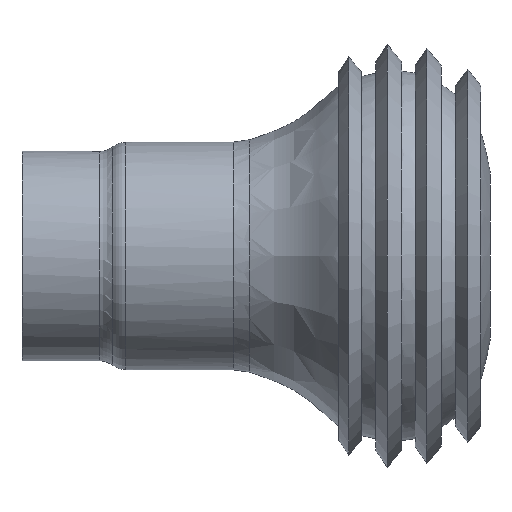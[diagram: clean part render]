
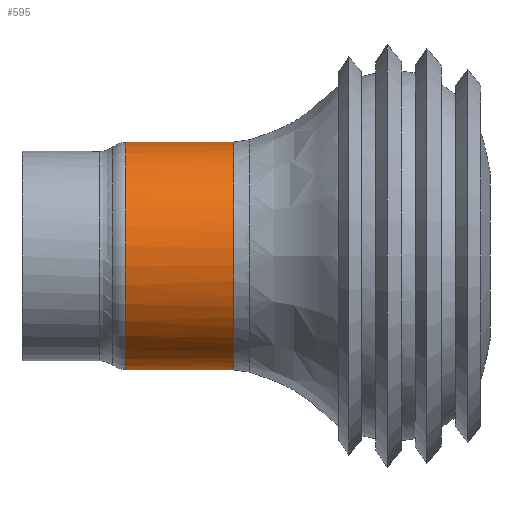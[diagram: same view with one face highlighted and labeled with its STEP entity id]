
A CAD part, front view. The second image highlights one B-rep face of the part: STEP entity #595.
In plain terms, the highlighted cylindrical face has radius 10.8 mm (diameter 21.6 mm), a partial arc.
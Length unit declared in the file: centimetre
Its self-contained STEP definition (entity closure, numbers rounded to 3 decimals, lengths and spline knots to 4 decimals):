
#36=CYLINDRICAL_SURFACE('',#658,1.08);
#53=CIRCLE('',#646,1.08);
#86=LINE('',#1115,#121);
#87=LINE('',#1637,#122);
#121=VECTOR('',#720,1.);
#122=VECTOR('',#735,1.);
#173=FACE_OUTER_BOUND('',#212,.T.);
#212=EDGE_LOOP('',(#472,#473,#474,#475));
#254=B_SPLINE_CURVE_WITH_KNOTS('',3,(#1056,#1057,#1058,#1059,#1060,#1061,
#1062,#1063,#1064,#1065,#1066,#1067,#1068,#1069,#1070,#1071,#1072),
 .UNSPECIFIED.,.F.,.F.,(4,1,1,1,1,1,1,1,1,1,1,1,1,1,4),(0.0578,
0.7434,1.432,2.1205,2.8091,3.7272,
4.1862,5.1043,5.5633,6.2519,6.9405,
7.629,8.3176,9.0061,9.6918),
 .UNSPECIFIED.);
#270=VERTEX_POINT('',#936);
#272=VERTEX_POINT('',#1048);
#285=VERTEX_POINT('',#1108);
#288=VERTEX_POINT('',#1617);
#328=EDGE_CURVE('',#272,#270,#254,.T.);
#342=EDGE_CURVE('',#272,#285,#86,.T.);
#347=EDGE_CURVE('',#288,#285,#53,.T.);
#351=EDGE_CURVE('',#288,#270,#87,.T.);
#472=ORIENTED_EDGE('',*,*,#328,.F.);
#473=ORIENTED_EDGE('',*,*,#342,.T.);
#474=ORIENTED_EDGE('',*,*,#347,.F.);
#475=ORIENTED_EDGE('',*,*,#351,.T.);
#595=ADVANCED_FACE('',(#173),#36,.T.);
#646=AXIS2_PLACEMENT_3D('',#1624,#725,#726);
#658=AXIS2_PLACEMENT_3D('',#1666,#760,#761);
#720=DIRECTION('',(-1.,0.,0.));
#725=DIRECTION('center_axis',(-1.,0.,0.));
#726=DIRECTION('ref_axis',(0.,-1.,0.));
#735=DIRECTION('',(1.,0.,0.));
#760=DIRECTION('center_axis',(1.,0.,0.));
#761=DIRECTION('ref_axis',(0.,-1.,0.));
#936=CARTESIAN_POINT('',(22.1626,15.8754,-0.1));
#1048=CARTESIAN_POINT('',(22.1626,15.8754,0.1));
#1056=CARTESIAN_POINT('Ctrl Pts',(22.1626,15.8754,0.1));
#1057=CARTESIAN_POINT('Ctrl Pts',(22.1626,15.8609,0.2556));
#1058=CARTESIAN_POINT('Ctrl Pts',(22.1626,15.7633,0.5608));
#1059=CARTESIAN_POINT('Ctrl Pts',(22.1626,15.4369,0.9149));
#1060=CARTESIAN_POINT('Ctrl Pts',(22.1626,14.9915,1.098));
#1061=CARTESIAN_POINT('Ctrl Pts',(22.1626,14.4558,1.0744));
#1062=CARTESIAN_POINT('Ctrl Pts',(22.1626,14.039,0.8163));
#1063=CARTESIAN_POINT('Ctrl Pts',(22.1626,13.7484,0.3739));
#1064=CARTESIAN_POINT('Ctrl Pts',(22.1626,13.6856,-0.0571));
#1065=CARTESIAN_POINT('Ctrl Pts',(22.1626,13.8223,-0.5132));
#1066=CARTESIAN_POINT('Ctrl Pts',(22.1626,14.0825,-0.8532));
#1067=CARTESIAN_POINT('Ctrl Pts',(22.1626,14.5099,-1.0763));
#1068=CARTESIAN_POINT('Ctrl Pts',(22.1626,14.9913,-1.0982));
#1069=CARTESIAN_POINT('Ctrl Pts',(22.1626,15.4371,-0.9149));
#1070=CARTESIAN_POINT('Ctrl Pts',(22.1626,15.7632,-0.5608));
#1071=CARTESIAN_POINT('Ctrl Pts',(22.1626,15.8609,-0.2556));
#1072=CARTESIAN_POINT('Ctrl Pts',(22.1626,15.8754,-0.1));
#1108=CARTESIAN_POINT('',(21.1403,15.8754,0.1));
#1115=CARTESIAN_POINT('',(21.1957,15.8754,0.1));
#1617=CARTESIAN_POINT('',(21.1403,15.8754,-0.1));
#1624=CARTESIAN_POINT('Origin',(21.1403,14.8,0.));
#1637=CARTESIAN_POINT('',(21.1957,15.8754,-0.1));
#1666=CARTESIAN_POINT('Origin',(21.1957,14.8,0.));
